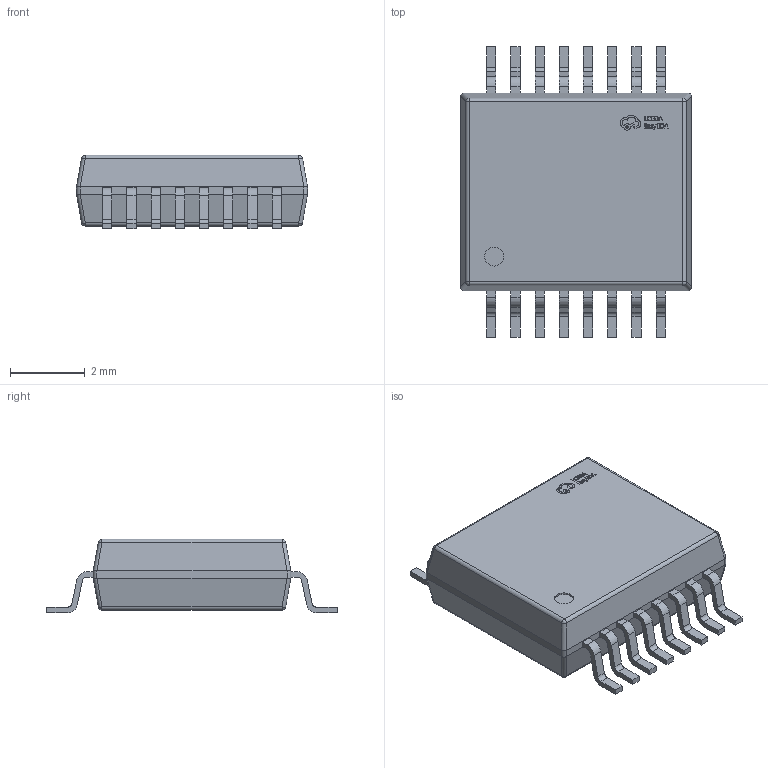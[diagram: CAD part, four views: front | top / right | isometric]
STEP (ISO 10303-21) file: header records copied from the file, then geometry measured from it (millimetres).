
FILE_DESCRIPTION (( 'STEP AP214' ), '1' );
FILE_NAME ('SSOP-16_L6.2-W5.3-H1.9-LS7.8-P0.65.STEP', '2025-07-14T08:14:50', ( '' ), ( '' ), 'SwSTEP 2.0', 'SolidWorks 2021', '' );
FILE_SCHEMA (( 'AUTOMOTIVE_DESIGN' ));
Length unit declared in the file: millimetre
Products named in the file (1): SSOP-16_L6.2-W5.3-H1.9-LS7.8-P0.65
Bounding box: 6.2 x 7.8 x 1.98 mm (x, y, z)
Volume: 60.6 mm3; surface area: 125.4 mm2
Topology: 1 solids, 1 shells, 477 faces, 1293 edges, 854 vertices
Faces by surface type: plane 285, bspline 98, cylinder 86, sphere 8
Entity records: 20704 total; most frequent: CARTESIAN_POINT 4003, ORIENTED_EDGE 2586, DIRECTION 1985, EDGE_CURVE 1293, LINE 913, VECTOR 913, VERTEX_POINT 854, AXIS2_PLACEMENT_3D 536
